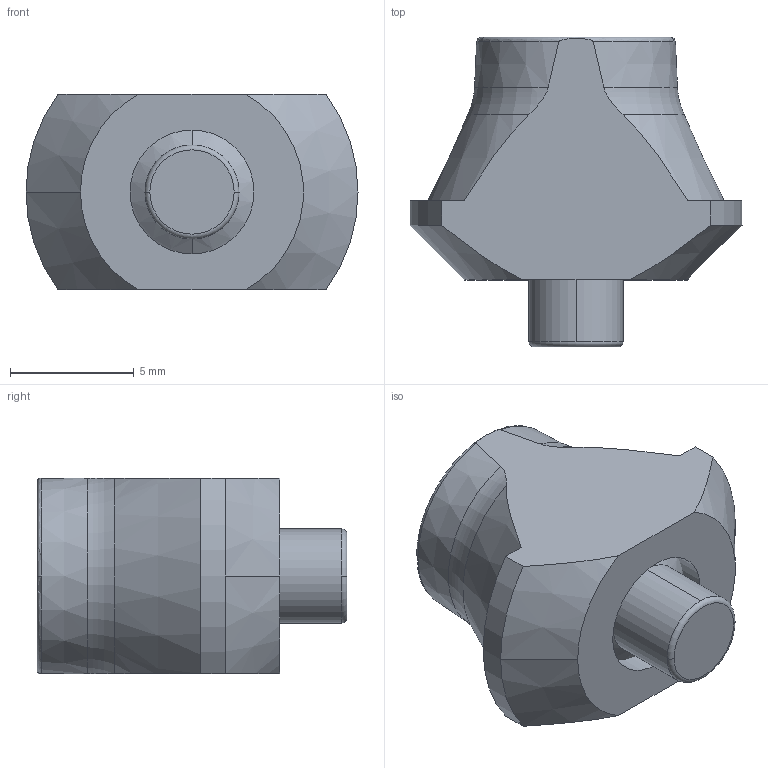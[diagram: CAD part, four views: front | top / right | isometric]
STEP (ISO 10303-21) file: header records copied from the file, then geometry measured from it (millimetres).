
FILE_DESCRIPTION (( 'STEP AP203' ), '1' );
FILE_NAME ('281005001_c_1.STEP', '2022-11-07T17:55:44', ( '' ), ( '' ), 'SwSTEP 2.0', 'SolidWorks 2014', '' );
FILE_SCHEMA (( 'CONFIG_CONTROL_DESIGN' ));
Length unit declared in the file: millimetre
Products named in the file (1): 281005001_c_1
Bounding box: 13.4 x 12.5 x 7.9 mm (x, y, z)
Volume: 748.3 mm3; surface area: 838 mm2
Topology: 2 solids, 2 shells, 46 faces, 113 edges, 72 vertices
Faces by surface type: plane 21, cone 11, cylinder 8, torus 6
Entity records: 1638 total; most frequent: CARTESIAN_POINT 478, ORIENTED_EDGE 226, DIRECTION 225, EDGE_CURVE 113, AXIS2_PLACEMENT_3D 87, VERTEX_POINT 72, VECTOR 51, LINE 51
